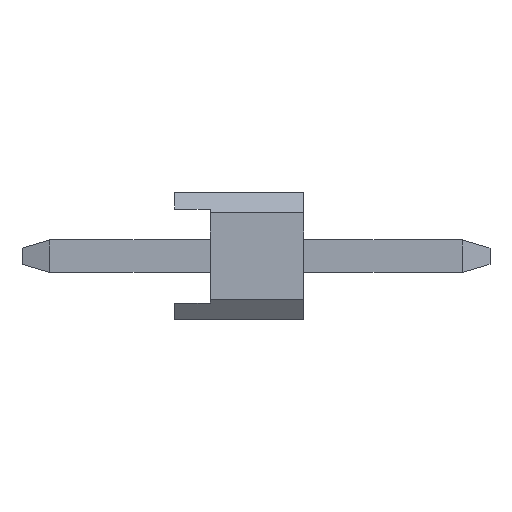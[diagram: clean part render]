
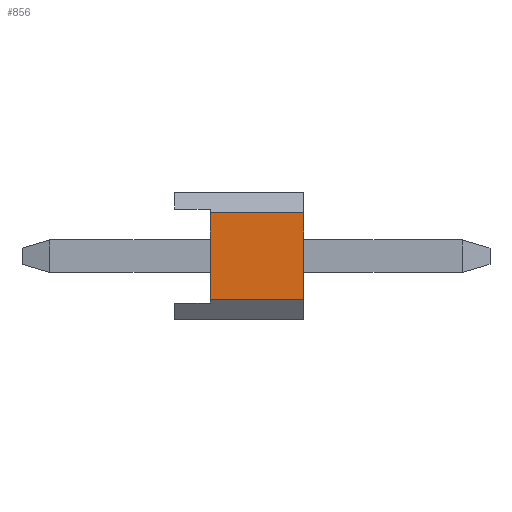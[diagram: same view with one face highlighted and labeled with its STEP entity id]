
A CAD part, left-side view. The second image highlights one B-rep face of the part: STEP entity #856.
In plain terms, the highlighted planar face has unit normal (-1, 0, 0).
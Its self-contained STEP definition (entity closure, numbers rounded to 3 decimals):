
#856=ADVANCED_FACE('',(#2403),#2404,.T.);
#1016=VERTEX_POINT('',#2582);
#1092=VERTEX_POINT('',#2660);
#1256=EDGE_CURVE('',#2284,#1092,#2843,.T.);
#1424=VERTEX_POINT('',#3029);
#1526=EDGE_CURVE('',#1424,#1016,#3142,.T.);
#1854=EDGE_CURVE('',#1092,#1016,#3512,.T.);
#1872=EDGE_CURVE('',#1424,#2284,#3531,.T.);
#2284=VERTEX_POINT('',#3981);
#2403=FACE_OUTER_BOUND('',#4120,.T.);
#2404=PLANE('',#4121);
#2582=CARTESIAN_POINT('',(-6.25,-2.54,0.851));
#2660=CARTESIAN_POINT('',(-6.25,-2.54,-0.851));
#2843=LINE('',#4745,#4746);
#3029=CARTESIAN_POINT('',(-6.25,-0.7,0.851));
#3142=LINE('',#5174,#5175);
#3512=LINE('',#5712,#5713);
#3531=LINE('',#5739,#5740);
#3981=CARTESIAN_POINT('',(-6.25,-0.7,-0.851));
#4120=EDGE_LOOP('',(#6532,#6533,#6534,#6535));
#4121=AXIS2_PLACEMENT_3D('',#6536,#6537,#6538);
#4745=CARTESIAN_POINT('',(-6.25,0.,-0.851));
#4746=VECTOR('',#6951,1.0);
#5174=CARTESIAN_POINT('',(-6.25,0.,0.851));
#5175=VECTOR('',#7270,1.0);
#5712=CARTESIAN_POINT('',(-6.25,-2.54,0.851));
#5713=VECTOR('',#7720,1.0);
#5739=CARTESIAN_POINT('',(-6.25,-0.7,-0.426));
#5740=VECTOR('',#7732,1.0);
#6532=ORIENTED_EDGE('',*,*,#1872,.T.);
#6533=ORIENTED_EDGE('',*,*,#1256,.T.);
#6534=ORIENTED_EDGE('',*,*,#1854,.T.);
#6535=ORIENTED_EDGE('',*,*,#1526,.F.);
#6536=CARTESIAN_POINT('',(-6.25,0.,-0.851));
#6537=DIRECTION('',(-1.0,0.0,0.0));
#6538=DIRECTION('',(0.0,0.,-1.0));
#6951=DIRECTION('',(0.0,-1.0,0.));
#7270=DIRECTION('',(0.0,-1.0,0.));
#7720=DIRECTION('',(0.0,0.,1.0));
#7732=DIRECTION('',(0.0,0.,-1.0));
